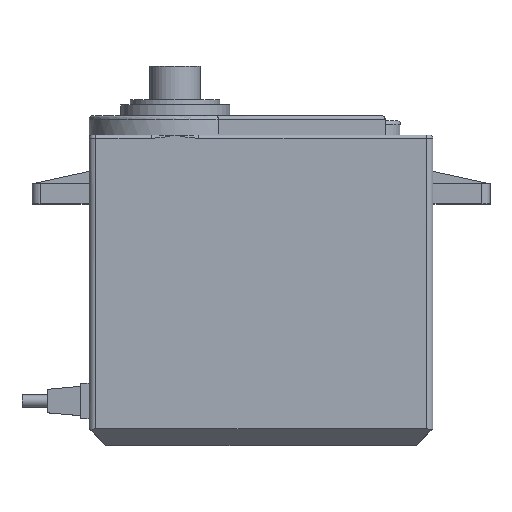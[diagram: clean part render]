
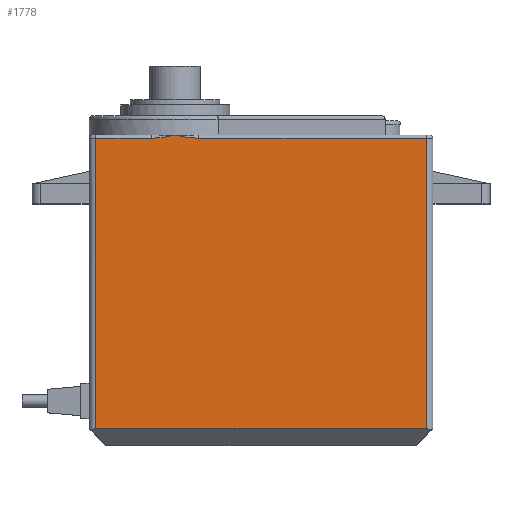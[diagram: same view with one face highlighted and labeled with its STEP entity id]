
A CAD part, top view. The second image highlights one B-rep face of the part: STEP entity #1778.
In plain terms, the highlighted planar face has unit normal (0, 0, 1).
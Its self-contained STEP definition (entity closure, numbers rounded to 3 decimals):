
#64=PLANE('',#1941);
#235=LINE('',#3062,#405);
#236=LINE('',#3064,#406);
#237=LINE('',#3111,#407);
#238=LINE('',#3113,#408);
#239=LINE('',#3114,#409);
#405=VECTOR('',#2305,1000.);
#406=VECTOR('',#2306,1000.);
#407=VECTOR('',#2307,1000.);
#408=VECTOR('',#2308,1000.);
#409=VECTOR('',#2309,1000.);
#537=FACE_OUTER_BOUND('',#651,.T.);
#651=EDGE_LOOP('',(#1441,#1442,#1443,#1444,#1445,#1446,#1447));
#747=B_SPLINE_CURVE_WITH_KNOTS('',3,(#3065,#3066,#3067,#3068,#3069,#3070,
#3071,#3072,#3073,#3074,#3075,#3076,#3077,#3078,#3079,#3080,#3081,#3082,
#3083,#3084,#3085,#3086),.UNSPECIFIED.,.F.,.F.,(4,3,3,3,3,3,3,4),(0.,0.,
0.001,0.001,0.001,0.001,
0.002,0.003),.UNSPECIFIED.);
#748=B_SPLINE_CURVE_WITH_KNOTS('',3,(#3088,#3089,#3090,#3091,#3092,#3093,
#3094,#3095,#3096,#3097,#3098,#3099,#3100,#3101,#3102,#3103,#3104,#3105,
#3106,#3107,#3108,#3109),.UNSPECIFIED.,.F.,.F.,(4,3,3,3,3,3,3,4),(0.,
0.001,0.001,0.001,0.002,
0.002,0.003,0.003),.UNSPECIFIED.);
#848=VERTEX_POINT('',#2709);
#945=VERTEX_POINT('',#3060);
#946=VERTEX_POINT('',#3061);
#947=VERTEX_POINT('',#3063);
#948=VERTEX_POINT('',#3087);
#949=VERTEX_POINT('',#3110);
#950=VERTEX_POINT('',#3112);
#1146=EDGE_CURVE('',#945,#946,#235,.T.);
#1147=EDGE_CURVE('',#946,#947,#236,.T.);
#1148=EDGE_CURVE('',#947,#848,#747,.T.);
#1149=EDGE_CURVE('',#848,#948,#748,.T.);
#1150=EDGE_CURVE('',#948,#949,#237,.T.);
#1151=EDGE_CURVE('',#949,#950,#238,.T.);
#1152=EDGE_CURVE('',#950,#945,#239,.T.);
#1441=ORIENTED_EDGE('',*,*,#1146,.T.);
#1442=ORIENTED_EDGE('',*,*,#1147,.T.);
#1443=ORIENTED_EDGE('',*,*,#1148,.T.);
#1444=ORIENTED_EDGE('',*,*,#1149,.T.);
#1445=ORIENTED_EDGE('',*,*,#1150,.T.);
#1446=ORIENTED_EDGE('',*,*,#1151,.T.);
#1447=ORIENTED_EDGE('',*,*,#1152,.T.);
#1778=ADVANCED_FACE('',(#537),#64,.F.);
#1941=AXIS2_PLACEMENT_3D('',#3059,#2303,#2304);
#2303=DIRECTION('center_axis',(0.,0.,-1.));
#2304=DIRECTION('ref_axis',(-1.,0.,0.));
#2305=DIRECTION('',(0.,1.,0.));
#2306=DIRECTION('',(-1.,0.,0.));
#2307=DIRECTION('',(-1.,0.,0.));
#2308=DIRECTION('',(0.,-1.,0.));
#2309=DIRECTION('',(1.,0.,0.));
#2709=CARTESIAN_POINT('',(-10.25,37.,10.25));
#3059=CARTESIAN_POINT('Origin',(-20.5,37.,10.25));
#3060=CARTESIAN_POINT('',(19.7,2.,10.25));
#3061=CARTESIAN_POINT('',(19.7,36.6,10.25));
#3062=CARTESIAN_POINT('',(19.7,37.,10.25));
#3063=CARTESIAN_POINT('',(-7.415,36.6,10.25));
#3064=CARTESIAN_POINT('',(-20.5,36.6,10.25));
#3065=CARTESIAN_POINT('Ctrl Pts',(-7.415,36.6,10.25));
#3066=CARTESIAN_POINT('Ctrl Pts',(-7.541,36.6,10.25));
#3067=CARTESIAN_POINT('Ctrl Pts',(-7.667,36.604,10.25));
#3068=CARTESIAN_POINT('Ctrl Pts',(-7.793,36.612,10.25));
#3069=CARTESIAN_POINT('Ctrl Pts',(-7.906,36.619,10.25));
#3070=CARTESIAN_POINT('Ctrl Pts',(-8.019,36.629,10.25));
#3071=CARTESIAN_POINT('Ctrl Pts',(-8.131,36.64,10.25));
#3072=CARTESIAN_POINT('Ctrl Pts',(-8.304,36.658,10.25));
#3073=CARTESIAN_POINT('Ctrl Pts',(-8.476,36.68,10.25));
#3074=CARTESIAN_POINT('Ctrl Pts',(-8.647,36.705,10.25));
#3075=CARTESIAN_POINT('Ctrl Pts',(-8.712,36.715,10.25));
#3076=CARTESIAN_POINT('Ctrl Pts',(-8.777,36.725,10.25));
#3077=CARTESIAN_POINT('Ctrl Pts',(-8.841,36.735,10.25));
#3078=CARTESIAN_POINT('Ctrl Pts',(-8.841,36.735,10.25));
#3079=CARTESIAN_POINT('Ctrl Pts',(-8.841,36.735,10.25));
#3080=CARTESIAN_POINT('Ctrl Pts',(-8.841,36.735,10.25));
#3081=CARTESIAN_POINT('Ctrl Pts',(-9.155,36.785,10.25));
#3082=CARTESIAN_POINT('Ctrl Pts',(-9.466,36.844,10.25));
#3083=CARTESIAN_POINT('Ctrl Pts',(-9.778,36.905,10.25));
#3084=CARTESIAN_POINT('Ctrl Pts',(-9.935,36.937,10.25));
#3085=CARTESIAN_POINT('Ctrl Pts',(-10.093,36.968,10.25));
#3086=CARTESIAN_POINT('Ctrl Pts',(-10.25,37.,10.25));
#3087=CARTESIAN_POINT('',(-13.085,36.6,10.25));
#3088=CARTESIAN_POINT('Ctrl Pts',(-10.25,37.,10.25));
#3089=CARTESIAN_POINT('Ctrl Pts',(-10.545,36.941,10.25));
#3090=CARTESIAN_POINT('Ctrl Pts',(-10.839,36.881,10.25));
#3091=CARTESIAN_POINT('Ctrl Pts',(-11.135,36.826,10.25));
#3092=CARTESIAN_POINT('Ctrl Pts',(-11.309,36.794,10.25));
#3093=CARTESIAN_POINT('Ctrl Pts',(-11.484,36.763,10.25));
#3094=CARTESIAN_POINT('Ctrl Pts',(-11.659,36.735,10.25));
#3095=CARTESIAN_POINT('Ctrl Pts',(-11.659,36.735,10.25));
#3096=CARTESIAN_POINT('Ctrl Pts',(-11.659,36.735,10.25));
#3097=CARTESIAN_POINT('Ctrl Pts',(-11.659,36.735,10.25));
#3098=CARTESIAN_POINT('Ctrl Pts',(-11.83,36.708,10.25));
#3099=CARTESIAN_POINT('Ctrl Pts',(-12.002,36.683,10.25));
#3100=CARTESIAN_POINT('Ctrl Pts',(-12.174,36.662,10.25));
#3101=CARTESIAN_POINT('Ctrl Pts',(-12.239,36.654,10.25));
#3102=CARTESIAN_POINT('Ctrl Pts',(-12.304,36.647,10.25));
#3103=CARTESIAN_POINT('Ctrl Pts',(-12.369,36.64,10.25));
#3104=CARTESIAN_POINT('Ctrl Pts',(-12.494,36.627,10.25));
#3105=CARTESIAN_POINT('Ctrl Pts',(-12.62,36.617,10.25));
#3106=CARTESIAN_POINT('Ctrl Pts',(-12.746,36.61,10.25));
#3107=CARTESIAN_POINT('Ctrl Pts',(-12.859,36.604,10.25));
#3108=CARTESIAN_POINT('Ctrl Pts',(-12.972,36.6,10.25));
#3109=CARTESIAN_POINT('Ctrl Pts',(-13.085,36.6,10.25));
#3110=CARTESIAN_POINT('',(-19.7,36.6,10.25));
#3111=CARTESIAN_POINT('',(-20.5,36.6,10.25));
#3112=CARTESIAN_POINT('',(-19.7,2.,10.25));
#3113=CARTESIAN_POINT('',(-19.7,37.,10.25));
#3114=CARTESIAN_POINT('',(20.5,2.,10.25));
